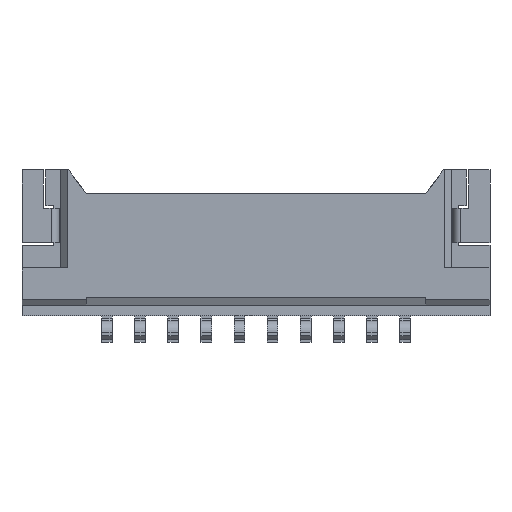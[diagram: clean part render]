
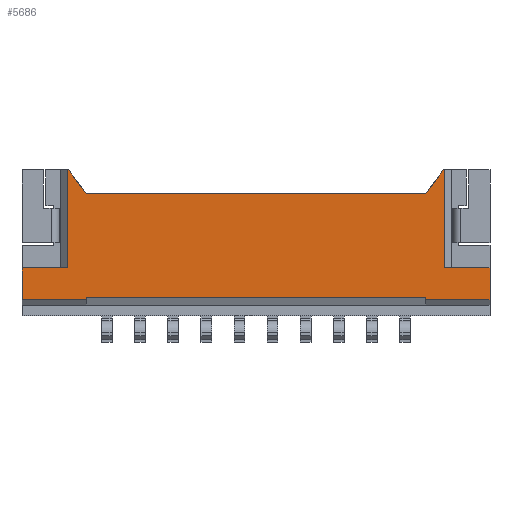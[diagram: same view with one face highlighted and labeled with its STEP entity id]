
A CAD part, front view. The second image highlights one B-rep face of the part: STEP entity #5686.
In plain terms, the highlighted planar face has unit normal (0, -1, 0).
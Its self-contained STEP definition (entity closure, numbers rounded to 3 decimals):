
#1=DIRECTION('',(0.,0.,-1.));
#2=VECTOR('',#1,3.7);
#3=CARTESIAN_POINT('',(-7.125,-0.925,2.75));
#4=LINE('',#3,#2);
#5=DIRECTION('',(1.,0.,0.));
#6=VECTOR('',#5,0.06);
#7=CARTESIAN_POINT('',(-7.125,-0.925,2.75));
#8=LINE('',#7,#6);
#9=DIRECTION('',(0.588,0.,-0.809));
#10=VECTOR('',#9,1.113);
#11=CARTESIAN_POINT('',(-7.065,-0.925,2.75));
#12=LINE('',#11,#10);
#13=DIRECTION('',(1.,0.,0.));
#14=VECTOR('',#13,12.82);
#15=CARTESIAN_POINT('',(-6.41,-0.925,1.85));
#16=LINE('',#15,#14);
#17=DIRECTION('',(0.588,0.,0.809));
#18=VECTOR('',#17,1.113);
#19=CARTESIAN_POINT('',(6.41,-0.925,1.85));
#20=LINE('',#19,#18);
#21=DIRECTION('',(1.,0.,0.));
#22=VECTOR('',#21,0.06);
#23=CARTESIAN_POINT('',(7.065,-0.925,2.75));
#24=LINE('',#23,#22);
#25=DIRECTION('',(0.,0.,1.));
#26=VECTOR('',#25,3.7);
#27=CARTESIAN_POINT('',(7.125,-0.925,-0.95));
#28=LINE('',#27,#26);
#29=DIRECTION('',(0.,0.,-1.));
#30=VECTOR('',#29,1.2);
#31=CARTESIAN_POINT('',(8.825,-0.925,-0.95));
#32=LINE('',#31,#30);
#33=DIRECTION('',(-1.,0.,0.));
#34=VECTOR('',#33,2.415);
#35=CARTESIAN_POINT('',(8.825,-0.925,-2.15));
#36=LINE('',#35,#34);
#37=DIRECTION('',(0.,0.,1.));
#38=VECTOR('',#37,0.1);
#39=CARTESIAN_POINT('',(6.41,-0.925,-2.15));
#40=LINE('',#39,#38);
#41=DIRECTION('',(1.,0.,0.));
#42=VECTOR('',#41,12.82);
#43=CARTESIAN_POINT('',(-6.41,-0.925,-2.05));
#44=LINE('',#43,#42);
#45=DIRECTION('',(0.,0.,1.));
#46=VECTOR('',#45,0.1);
#47=CARTESIAN_POINT('',(-6.41,-0.925,-2.15));
#48=LINE('',#47,#46);
#49=DIRECTION('',(-1.,0.,0.));
#50=VECTOR('',#49,2.415);
#51=CARTESIAN_POINT('',(-6.41,-0.925,-2.15));
#52=LINE('',#51,#50);
#53=DIRECTION('',(0.,0.,1.));
#54=VECTOR('',#53,1.2);
#55=CARTESIAN_POINT('',(-8.825,-0.925,-2.15));
#56=LINE('',#55,#54);
#61=DIRECTION('',(-1.,0.,0.));
#62=VECTOR('',#61,1.7);
#63=CARTESIAN_POINT('',(-7.125,-0.925,-0.95));
#64=LINE('',#63,#62);
#813=DIRECTION('',(-1.,0.,0.));
#814=VECTOR('',#813,1.7);
#815=CARTESIAN_POINT('',(8.825,-0.925,-0.95));
#816=LINE('',#815,#814);
#4311=CARTESIAN_POINT('',(6.41,-0.925,1.85));
#4312=CARTESIAN_POINT('',(7.065,-0.925,2.75));
#4313=VERTEX_POINT('',#4311);
#4314=VERTEX_POINT('',#4312);
#4315=CARTESIAN_POINT('',(-6.41,-0.925,1.85));
#4316=VERTEX_POINT('',#4315);
#4327=CARTESIAN_POINT('',(-7.065,-0.925,2.75));
#4328=VERTEX_POINT('',#4327);
#4493=CARTESIAN_POINT('',(8.825,-0.925,-0.95));
#4494=VERTEX_POINT('',#4493);
#4499=CARTESIAN_POINT('',(-8.825,-0.925,-0.95));
#4500=VERTEX_POINT('',#4499);
#4591=CARTESIAN_POINT('',(-7.125,-0.925,-0.95));
#4592=VERTEX_POINT('',#4591);
#4667=CARTESIAN_POINT('',(8.825,-0.925,-2.15));
#4668=VERTEX_POINT('',#4667);
#4671=CARTESIAN_POINT('',(-8.825,-0.925,-2.15));
#4672=VERTEX_POINT('',#4671);
#4685=CARTESIAN_POINT('',(-7.125,-0.925,2.75));
#4686=VERTEX_POINT('',#4685);
#4687=CARTESIAN_POINT('',(7.125,-0.925,2.75));
#4688=VERTEX_POINT('',#4687);
#4689=CARTESIAN_POINT('',(7.125,-0.925,-0.95));
#4690=VERTEX_POINT('',#4689);
#4739=CARTESIAN_POINT('',(6.41,-0.925,-2.15));
#4740=CARTESIAN_POINT('',(6.41,-0.925,-2.05));
#4741=VERTEX_POINT('',#4739);
#4742=VERTEX_POINT('',#4740);
#4743=CARTESIAN_POINT('',(-6.41,-0.925,-2.15));
#4744=CARTESIAN_POINT('',(-6.41,-0.925,-2.05));
#4745=VERTEX_POINT('',#4743);
#4746=VERTEX_POINT('',#4744);
#5647=CARTESIAN_POINT('',(0.,-0.925,0.));
#5648=DIRECTION('',(0.,-1.,0.));
#5649=DIRECTION('',(-1.,0.,0.));
#5650=AXIS2_PLACEMENT_3D('',#5647,#5648,#5649);
#5651=PLANE('',#5650);
#5653=ORIENTED_EDGE('',*,*,#5652,.F.);
#5655=ORIENTED_EDGE('',*,*,#5654,.T.);
#5657=ORIENTED_EDGE('',*,*,#5656,.T.);
#5659=ORIENTED_EDGE('',*,*,#5658,.T.);
#5661=ORIENTED_EDGE('',*,*,#5660,.T.);
#5663=ORIENTED_EDGE('',*,*,#5662,.T.);
#5665=ORIENTED_EDGE('',*,*,#5664,.F.);
#5667=ORIENTED_EDGE('',*,*,#5666,.F.);
#5669=ORIENTED_EDGE('',*,*,#5668,.T.);
#5671=ORIENTED_EDGE('',*,*,#5670,.T.);
#5673=ORIENTED_EDGE('',*,*,#5672,.T.);
#5675=ORIENTED_EDGE('',*,*,#5674,.F.);
#5677=ORIENTED_EDGE('',*,*,#5676,.F.);
#5679=ORIENTED_EDGE('',*,*,#5678,.T.);
#5681=ORIENTED_EDGE('',*,*,#5680,.T.);
#5683=ORIENTED_EDGE('',*,*,#5682,.F.);
#5684=EDGE_LOOP('',(#5653,#5655,#5657,#5659,#5661,#5663,#5665,#5667,#5669,#5671,
#5673,#5675,#5677,#5679,#5681,#5683));
#5685=FACE_OUTER_BOUND('',#5684,.F.);
#5686=ADVANCED_FACE('',(#5685),#5651,.T.);
#5652=EDGE_CURVE('',#4686,#4592,#4,.T.);
#5654=EDGE_CURVE('',#4686,#4328,#8,.T.);
#5656=EDGE_CURVE('',#4328,#4316,#12,.T.);
#5658=EDGE_CURVE('',#4316,#4313,#16,.T.);
#5660=EDGE_CURVE('',#4313,#4314,#20,.T.);
#5662=EDGE_CURVE('',#4314,#4688,#24,.T.);
#5664=EDGE_CURVE('',#4690,#4688,#28,.T.);
#5666=EDGE_CURVE('',#4494,#4690,#816,.T.);
#5668=EDGE_CURVE('',#4494,#4668,#32,.T.);
#5670=EDGE_CURVE('',#4668,#4741,#36,.T.);
#5672=EDGE_CURVE('',#4741,#4742,#40,.T.);
#5674=EDGE_CURVE('',#4746,#4742,#44,.T.);
#5676=EDGE_CURVE('',#4745,#4746,#48,.T.);
#5678=EDGE_CURVE('',#4745,#4672,#52,.T.);
#5680=EDGE_CURVE('',#4672,#4500,#56,.T.);
#5682=EDGE_CURVE('',#4592,#4500,#64,.T.);
